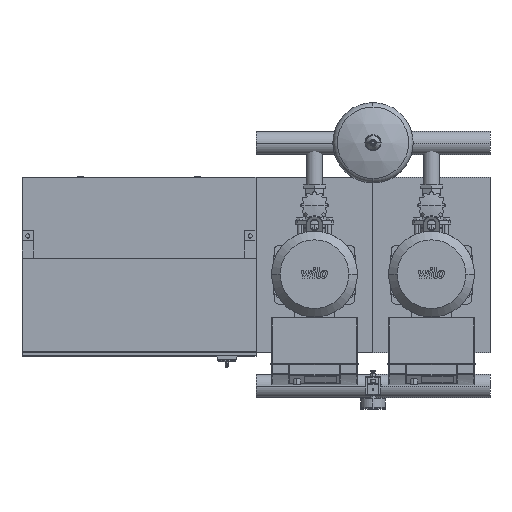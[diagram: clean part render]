
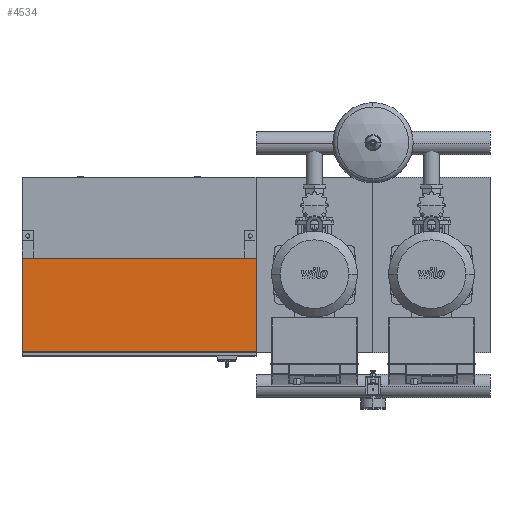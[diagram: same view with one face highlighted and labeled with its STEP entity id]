
A CAD part, top view. The second image highlights one B-rep face of the part: STEP entity #4534.
In plain terms, the highlighted planar face has unit normal (0, 0, 1).
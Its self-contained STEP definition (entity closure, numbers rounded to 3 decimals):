
#4429=CARTESIAN_POINT('',(0.0,-224.5,1670.));
#4430=VERTEX_POINT('',#4429);
#4437=CARTESIAN_POINT('',(-600.,-224.5,1670.));
#4438=VERTEX_POINT('',#4437);
#4439=CARTESIAN_POINT('',(-600.,-224.5,1670.));
#4440=DIRECTION('',(1.0,0.0,0.0));
#4441=VECTOR('',#4440,600.);
#4442=LINE('',#4439,#4441);
#4443=EDGE_CURVE('',#4438,#4430,#4442,.T.);
#4504=CARTESIAN_POINT('',(-600.,15.0,1670.0));
#4505=DIRECTION('',(0.0,0.0,1.0));
#4506=DIRECTION('',(0.0,-1.0,0.0));
#4507=AXIS2_PLACEMENT_3D('',#4504,#4505,#4506);
#4508=PLANE('',#4507);
#4509=ORIENTED_EDGE('',*,*,#4443,.T.);
#4510=CARTESIAN_POINT('',(0.0,15.0,1670.0));
#4511=VERTEX_POINT('',#4510);
#4512=CARTESIAN_POINT('',(0.0,15.0,1670.0));
#4513=DIRECTION('',(0.0,-1.0,0.0));
#4514=VECTOR('',#4513,239.5);
#4515=LINE('',#4512,#4514);
#4516=EDGE_CURVE('',#4511,#4430,#4515,.T.);
#4517=ORIENTED_EDGE('',*,*,#4516,.F.);
#4518=CARTESIAN_POINT('',(-600.,15.0,1670.0));
#4519=VERTEX_POINT('',#4518);
#4520=CARTESIAN_POINT('',(0.0,15.0,1670.0));
#4521=DIRECTION('',(-1.0,0.0,0.0));
#4522=VECTOR('',#4521,600.);
#4523=LINE('',#4520,#4522);
#4524=EDGE_CURVE('',#4511,#4519,#4523,.T.);
#4525=ORIENTED_EDGE('',*,*,#4524,.T.);
#4526=CARTESIAN_POINT('',(-600.,15.0,1670.0));
#4527=DIRECTION('',(0.0,-1.0,0.0));
#4528=VECTOR('',#4527,239.5);
#4529=LINE('',#4526,#4528);
#4530=EDGE_CURVE('',#4519,#4438,#4529,.T.);
#4531=ORIENTED_EDGE('',*,*,#4530,.T.);
#4532=EDGE_LOOP('',(#4509,#4517,#4525,#4531));
#4533=FACE_OUTER_BOUND('',#4532,.T.);
#4534=ADVANCED_FACE('',(#4533),#4508,.T.);
